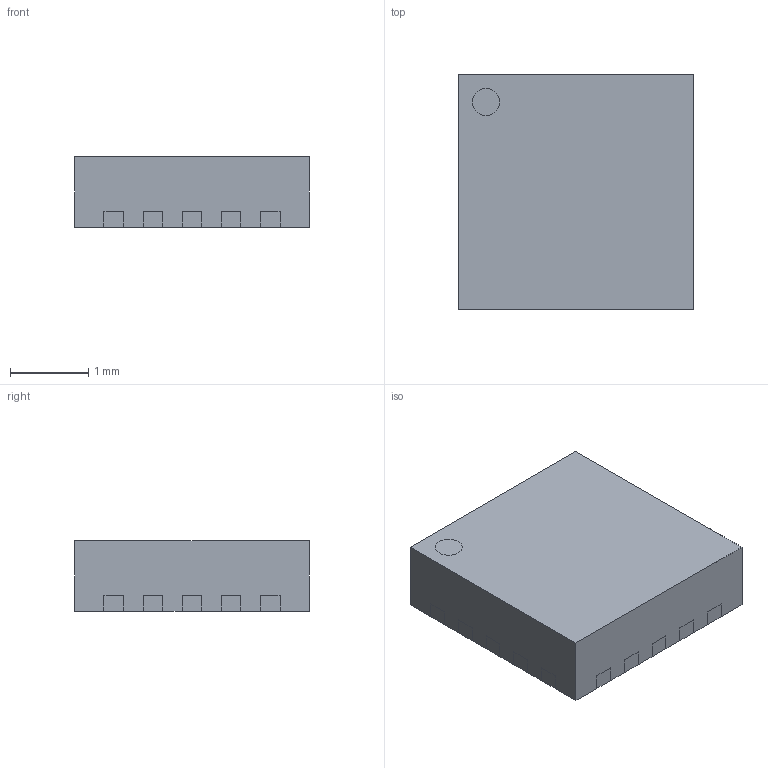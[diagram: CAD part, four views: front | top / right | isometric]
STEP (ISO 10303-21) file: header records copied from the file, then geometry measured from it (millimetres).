
FILE_DESCRIPTION(/* description */ (''),/* implementation_level */ '2;1');
FILE_NAME(/* name */ 'MICROCHIP_MIC24046.stp',/* time_stamp */ '2016-10-10T14:07:44+02:00',/* author */ ('riccim'),/* organization */ ('SolidWorks'),/* preprocessor_version */ 'ST-DEVELOPER v15.5',/* originating_system */ 'AutoCAD Mechanical',/* authorisation */ ' ');
FILE_SCHEMA (('AUTOMOTIVE_DESIGN { 1 0 10303 214 3 1 1 }'));
Length unit declared in the file: millimetre
Products named in the file (1): Product
Bounding box: 3 x 3 x 0.9 mm (x, y, z)
Volume: 8.2 mm3; surface area: 46.9 mm2
Topology: 20 solids, 20 shells, 169 faces, 381 edges, 254 vertices
Faces by surface type: plane 131, bspline 34, cylinder 4
Full cylindrical faces by diameter (mm): 0.35 x2
Entity records: 5872 total; most frequent: CARTESIAN_POINT 2612, ORIENTED_EDGE 758, DIRECTION 501, EDGE_CURVE 379, VERTEX_POINT 254, LINE 213, VECTOR 213, EDGE_LOOP 173
